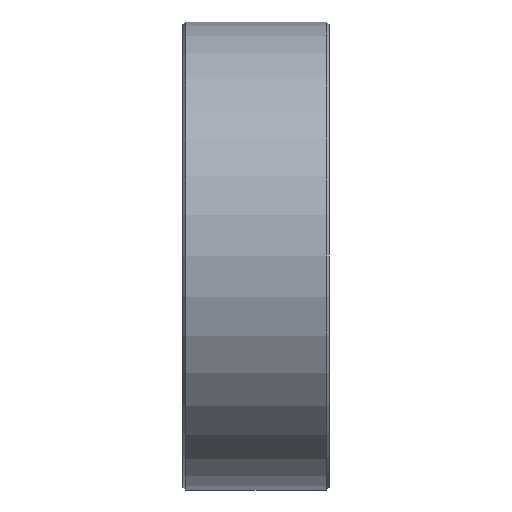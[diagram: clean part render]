
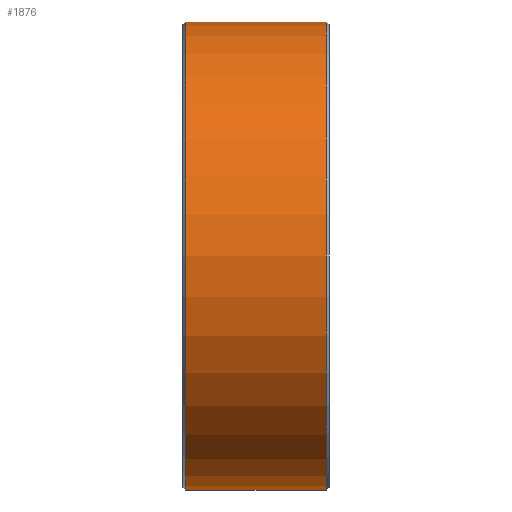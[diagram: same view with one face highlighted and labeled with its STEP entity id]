
A CAD part, front view. The second image highlights one B-rep face of the part: STEP entity #1876.
In plain terms, the highlighted cylindrical face has radius 8 mm (diameter 16 mm), a partial arc.
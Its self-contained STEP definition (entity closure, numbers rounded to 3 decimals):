
#32 = EDGE_LOOP ( 'NONE', ( #2918, #1856, #961, #467 ) ) ;
#60 = CYLINDRICAL_SURFACE ( 'NONE', #476, 8. ) ;
#221 = VERTEX_POINT ( 'NONE', #1222 ) ;
#227 = VECTOR ( 'NONE', #2512, 1000. ) ;
#453 = DIRECTION ( 'NONE',  ( 1., 0., 0. ) ) ;
#467 = ORIENTED_EDGE ( 'NONE', *, *, #2631, .T. ) ;
#476 = AXIS2_PLACEMENT_3D ( 'NONE', #1097, #583, #1302 ) ;
#558 = FACE_OUTER_BOUND ( 'NONE', #32, .T. ) ;
#583 = DIRECTION ( 'NONE',  ( -1., 0., 0. ) ) ;
#654 = CARTESIAN_POINT ( 'NONE',  ( -2.4, 0., 8. ) ) ;
#726 = CARTESIAN_POINT ( 'NONE',  ( -13.702, 0., -8. ) ) ;
#927 = VERTEX_POINT ( 'NONE', #2647 ) ;
#961 = ORIENTED_EDGE ( 'NONE', *, *, #1675, .T. ) ;
#965 = EDGE_CURVE ( 'NONE', #2950, #221, #2222, .T. ) ;
#1096 = DIRECTION ( 'NONE',  ( -1., 0., 0. ) ) ;
#1097 = CARTESIAN_POINT ( 'NONE',  ( -13.702, 0., 0. ) ) ;
#1222 = CARTESIAN_POINT ( 'NONE',  ( -2.4, 0., -8. ) ) ;
#1302 = DIRECTION ( 'NONE',  ( 0., 0., 1. ) ) ;
#1375 = VECTOR ( 'NONE', #2729, 1000. ) ;
#1401 = CIRCLE ( 'NONE', #1667, 8. ) ;
#1620 = CARTESIAN_POINT ( 'NONE',  ( 2.4, 0., 0. ) ) ;
#1667 = AXIS2_PLACEMENT_3D ( 'NONE', #1620, #1096, #2115 ) ;
#1675 = EDGE_CURVE ( 'NONE', #927, #2035, #2548, .T. ) ;
#1735 = CARTESIAN_POINT ( 'NONE',  ( -13.702, 0., 8. ) ) ;
#1856 = ORIENTED_EDGE ( 'NONE', *, *, #2412, .T. ) ;
#1876 = ADVANCED_FACE ( 'NONE', ( #558 ), #60, .T. ) ;
#1932 = DIRECTION ( 'NONE',  ( 0., 0., -1. ) ) ;
#2008 = AXIS2_PLACEMENT_3D ( 'NONE', #2987, #453, #1932 ) ;
#2035 = VERTEX_POINT ( 'NONE', #654 ) ;
#2115 = DIRECTION ( 'NONE',  ( 0., 0., 1. ) ) ;
#2222 = LINE ( 'NONE', #726, #1375 ) ;
#2412 = EDGE_CURVE ( 'NONE', #2950, #927, #1401, .T. ) ;
#2512 = DIRECTION ( 'NONE',  ( -1., 0., 0. ) ) ;
#2548 = LINE ( 'NONE', #1735, #227 ) ;
#2631 = EDGE_CURVE ( 'NONE', #2035, #221, #3132, .T. ) ;
#2647 = CARTESIAN_POINT ( 'NONE',  ( 2.4, 0., 8. ) ) ;
#2729 = DIRECTION ( 'NONE',  ( -1., 0., 0. ) ) ;
#2802 = CARTESIAN_POINT ( 'NONE',  ( 2.4, 0., -8. ) ) ;
#2918 = ORIENTED_EDGE ( 'NONE', *, *, #965, .F. ) ;
#2950 = VERTEX_POINT ( 'NONE', #2802 ) ;
#2987 = CARTESIAN_POINT ( 'NONE',  ( -2.4, 0., 0. ) ) ;
#3132 = CIRCLE ( 'NONE', #2008, 8. ) ;
